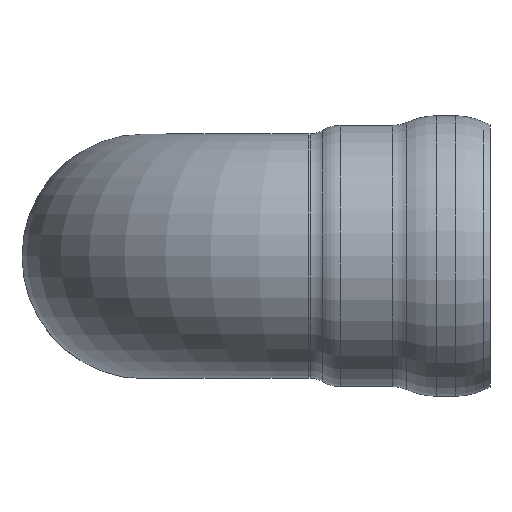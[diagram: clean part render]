
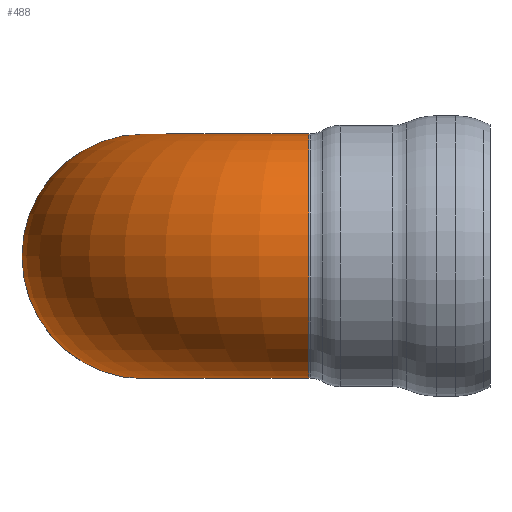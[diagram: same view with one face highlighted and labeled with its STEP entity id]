
A CAD part, top view. The second image highlights one B-rep face of the part: STEP entity #488.
In plain terms, the highlighted toroidal (fillet/blend) face has major radius 600 mm and minor radius 445 mm.
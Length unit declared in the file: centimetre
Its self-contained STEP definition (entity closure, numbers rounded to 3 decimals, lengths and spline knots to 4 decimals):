
#64=TOROIDAL_SURFACE('',#541,60.,44.5);
#87=FACE_OUTER_BOUND('',#119,.T.);
#119=EDGE_LOOP('',(#369,#370,#371,#372,#373));
#141=CIRCLE('',#514,44.5);
#149=CIRCLE('',#525,44.5);
#150=CIRCLE('',#526,44.5);
#160=CIRCLE('',#542,15.5);
#203=VERTEX_POINT('',#812);
#210=VERTEX_POINT('',#831);
#211=VERTEX_POINT('',#833);
#251=EDGE_CURVE('',#203,#203,#141,.T.);
#261=EDGE_CURVE('',#211,#210,#149,.T.);
#262=EDGE_CURVE('',#210,#211,#150,.T.);
#274=EDGE_CURVE('',#203,#211,#160,.T.);
#369=ORIENTED_EDGE('',*,*,#251,.T.);
#370=ORIENTED_EDGE('',*,*,#274,.T.);
#371=ORIENTED_EDGE('',*,*,#261,.T.);
#372=ORIENTED_EDGE('',*,*,#262,.T.);
#373=ORIENTED_EDGE('',*,*,#274,.F.);
#488=ADVANCED_FACE('',(#87),#64,.T.);
#514=AXIS2_PLACEMENT_3D('',#813,#612,#613);
#525=AXIS2_PLACEMENT_3D('',#834,#636,#637);
#526=AXIS2_PLACEMENT_3D('',#835,#638,#639);
#541=AXIS2_PLACEMENT_3D('',#859,#670,#671);
#542=AXIS2_PLACEMENT_3D('',#860,#672,#673);
#612=DIRECTION('center_axis',(-1.,0.,0.));
#613=DIRECTION('ref_axis',(0.,-1.,0.));
#636=DIRECTION('center_axis',(0.,0.,
1.));
#637=DIRECTION('ref_axis',(1.,0.,0.));
#638=DIRECTION('center_axis',(0.,0.,
1.));
#639=DIRECTION('ref_axis',(1.,0.,0.));
#670=DIRECTION('center_axis',(0.,1.,0.));
#671=DIRECTION('ref_axis',(-1.,0.,0.));
#672=DIRECTION('center_axis',(0.,-1.,0.));
#673=DIRECTION('ref_axis',(-1.,0.,0.));
#812=CARTESIAN_POINT('',(154.5506,161.5752,42.7537));
#813=CARTESIAN_POINT('Origin',(154.5506,161.5752,87.2537));
#831=CARTESIAN_POINT('',(50.0506,161.5752,27.2537));
#833=CARTESIAN_POINT('',(139.0506,161.5752,27.2537));
#834=CARTESIAN_POINT('Origin',(94.5506,161.5752,27.2537));
#835=CARTESIAN_POINT('Origin',(94.5506,161.5752,27.2537));
#859=CARTESIAN_POINT('Origin',(154.5506,161.5752,27.2537));
#860=CARTESIAN_POINT('Origin',(154.5506,161.5752,27.2537));
